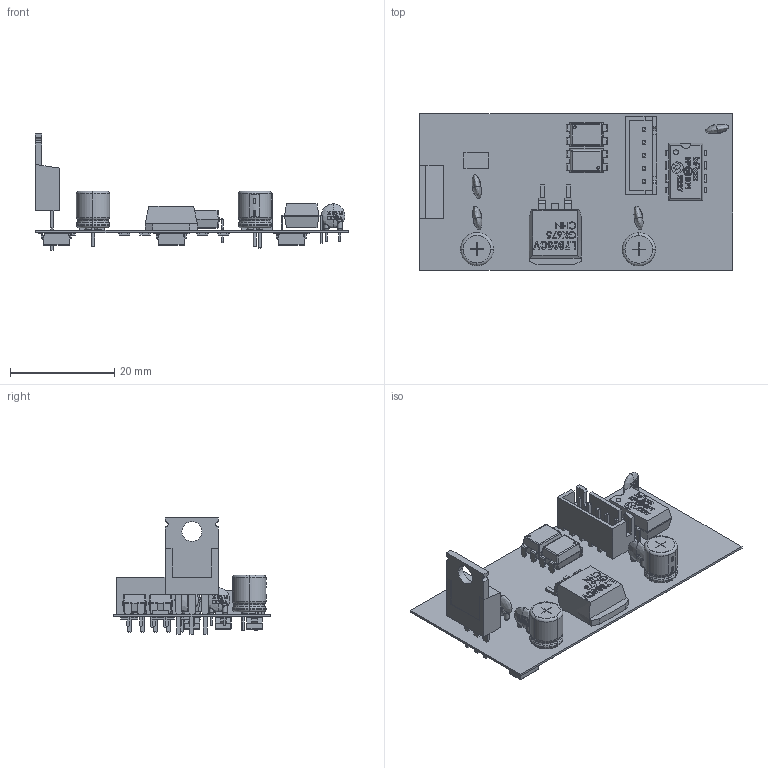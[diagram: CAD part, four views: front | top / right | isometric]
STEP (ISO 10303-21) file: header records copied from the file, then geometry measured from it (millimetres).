
FILE_DESCRIPTION(('Open CASCADE Model'),'2;1');
FILE_NAME('Open CASCADE Shape Model','2024-10-15T04:12:28',('Author'),( 'Open CASCADE'),'Open CASCADE STEP processor 6.8','Open CASCADE 6.8' ,'Unknown');
FILE_SCHEMA(('AUTOMOTIVE_DESIGN { 1 0 10303 214 1 1 1 1 }'));
Length unit declared in the file: millimetre
Products named in the file (41): PCB; Board; Open CASCADE STEP translator 6.8 2.1.1; R7; Resistor_0805_v1; C6; ceramic; R4; U4; VR; Encasement_Body,_SM74611,_Smart_Bypass_Diode; DAP_Metal_Base,_SM74611,_Smart_Bypass_Diode; Anode_Leg,_SM74611,_Smart_Bypass_Diode; Cathode_Leg,_SM74611,_Smart_Bypass_Diode; U3; User_Library-DIP4; U2; U1; PIC1xFxxx; R6; R5; R3; R2; R1; Q1; CircuitWorks-TO-220HS; D3; diode; D2; D1; C5; C4; User_Library-Cap_electro_6_3x7x2_5mm; C3; C2; C1; ASD; 1949497880; Extruded; Screen ...
Assembly tree (54 placements, depth 4):
  PCB
    Board
      Open CASCADE STEP translator 6.8 2.1.1
    R7
      Resistor_0805_v1
    C6
      ceramic
    R4
      Resistor_0805_v1
    U4
      VR
        Encasement_Body,_SM74611,_Smart_Bypass_Diode
        DAP_Metal_Base,_SM74611,_Smart_Bypass_Diode
        Anode_Leg,_SM74611,_Smart_Bypass_Diode  x2
        Cathode_Leg,_SM74611,_Smart_Bypass_Diode
    U3
      User_Library-DIP4
    U2
      User_Library-DIP4
    U1
      PIC1xFxxx
    R6
      Resistor_0805_v1
    R5
      Resistor_0805_v1
    R3
      Resistor_0805_v1
    R2
      Resistor_0805_v1
    R1
      Resistor_0805_v1
    Q1
      CircuitWorks-TO-220HS
    D3
      diode
    D2
      diode
    D1
      diode
    C5
      ceramic
    C4
      User_Library-Cap_electro_6_3x7x2_5mm
    C3
      ceramic
    C2
      User_Library-Cap_electro_6_3x7x2_5mm
    C1
      ceramic
    ASD
      1949497880
        Extruded
    Screen
      JST_5pin
Bounding box: 60.05 x 30.03 x 22.35 mm (x, y, z)
Volume: 2621.1 mm3; surface area: 7775 mm2
Topology: 109 solids, 117 shells, 2896 faces, 7655 edges, 5006 vertices
Faces by surface type: bspline 1259, plane 1138, cylinder 359, torus 72, sphere 36, revolution 32
Entity records: 56545 total; most frequent: CARTESIAN_POINT 22574, ORIENTED_EDGE 7080, DIRECTION 5035, EDGE_CURVE 3567, VERTEX_POINT 2341, LINE 2217, VECTOR 2217, FACE_BOUND 1443
